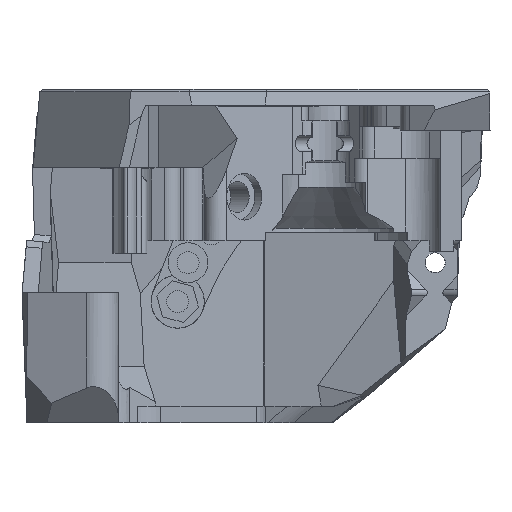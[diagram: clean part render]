
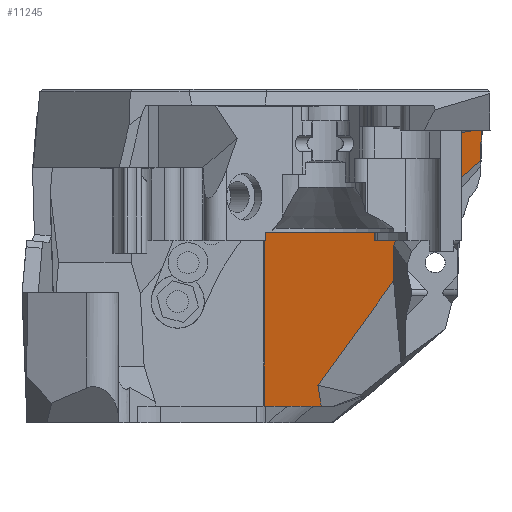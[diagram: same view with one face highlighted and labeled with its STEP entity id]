
A CAD part, left-side view. The second image highlights one B-rep face of the part: STEP entity #11245.
In plain terms, the highlighted face is planar.
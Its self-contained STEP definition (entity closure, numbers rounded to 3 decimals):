
#448=PLANE('',#11974);
#862=FACE_OUTER_BOUND('',#1491,.T.);
#1491=EDGE_LOOP('',(#8322,#8323,#8324,#8325,#8326,#8327,#8328,#8329,#8330,
#8331,#8332));
#2081=LINE('',#16331,#3244);
#2097=LINE('',#16370,#3260);
#2100=LINE('',#16376,#3263);
#2102=LINE('',#16382,#3265);
#2253=LINE('',#16697,#3416);
#2262=LINE('',#16714,#3425);
#2263=LINE('',#16717,#3426);
#2267=LINE('',#16724,#3430);
#2302=LINE('',#16799,#3465);
#2304=LINE('',#16802,#3467);
#2374=LINE('',#17461,#3537);
#3244=VECTOR('',#13052,10.481);
#3260=VECTOR('',#13080,10.314);
#3263=VECTOR('',#13085,10.);
#3265=VECTOR('',#13091,10.);
#3416=VECTOR('',#13348,10.);
#3425=VECTOR('',#13361,10.);
#3426=VECTOR('',#13364,10.058);
#3430=VECTOR('',#13370,10.);
#3465=VECTOR('',#13441,10.);
#3467=VECTOR('',#13445,10.);
#3537=VECTOR('',#13611,10.499);
#4789=VERTEX_POINT('',#16328);
#4790=VERTEX_POINT('',#16330);
#4807=VERTEX_POINT('',#16368);
#4809=VERTEX_POINT('',#16374);
#4811=VERTEX_POINT('',#16381);
#4921=VERTEX_POINT('',#16694);
#4922=VERTEX_POINT('',#16696);
#4928=VERTEX_POINT('',#16712);
#4929=VERTEX_POINT('',#16716);
#4931=VERTEX_POINT('',#16723);
#4953=VERTEX_POINT('',#16798);
#5929=EDGE_CURVE('',#4790,#4789,#2081,.T.);
#5949=EDGE_CURVE('',#4789,#4807,#2097,.T.);
#5952=EDGE_CURVE('',#4809,#4807,#2100,.T.);
#5955=EDGE_CURVE('',#4790,#4811,#2102,.T.);
#6112=EDGE_CURVE('',#4922,#4921,#2253,.T.);
#6121=EDGE_CURVE('',#4921,#4928,#2262,.T.);
#6122=EDGE_CURVE('',#4928,#4929,#2263,.T.);
#6126=EDGE_CURVE('',#4922,#4931,#2267,.T.);
#6164=EDGE_CURVE('',#4953,#4931,#2302,.T.);
#6166=EDGE_CURVE('',#4953,#4809,#2304,.T.);
#6261=EDGE_CURVE('',#4929,#4811,#2374,.T.);
#8322=ORIENTED_EDGE('',*,*,#5949,.T.);
#8323=ORIENTED_EDGE('',*,*,#5952,.F.);
#8324=ORIENTED_EDGE('',*,*,#6166,.F.);
#8325=ORIENTED_EDGE('',*,*,#6164,.T.);
#8326=ORIENTED_EDGE('',*,*,#6126,.F.);
#8327=ORIENTED_EDGE('',*,*,#6112,.T.);
#8328=ORIENTED_EDGE('',*,*,#6121,.T.);
#8329=ORIENTED_EDGE('',*,*,#6122,.T.);
#8330=ORIENTED_EDGE('',*,*,#6261,.T.);
#8331=ORIENTED_EDGE('',*,*,#5955,.F.);
#8332=ORIENTED_EDGE('',*,*,#5929,.T.);
#11245=ADVANCED_FACE('',(#862),#448,.F.);
#11974=AXIS2_PLACEMENT_3D('',#17460,#13609,#13610);
#13052=DIRECTION('',(0.086,-0.983,0.165));
#13080=DIRECTION('',(-0.122,-0.803,-0.583));
#13085=DIRECTION('',(-0.042,0.999,0.001));
#13091=DIRECTION('',(0.259,0.,0.966));
#13348=DIRECTION('',(0.259,0.002,0.966));
#13361=DIRECTION('',(0.25,0.154,0.956));
#13364=DIRECTION('',(0.228,0.353,0.907));
#13370=DIRECTION('',(-0.041,0.999,0.004));
#13441=DIRECTION('',(-0.17,-0.654,-0.737));
#13445=DIRECTION('',(0.061,0.925,0.374));
#13609=DIRECTION('center_axis',(0.965,0.041,-0.259));
#13610=DIRECTION('ref_axis',(-0.259,0.,-0.966));
#13611=DIRECTION('',(-0.041,0.999,0.004));
#16328=CARTESIAN_POINT('',(31.54,36.341,87.341));
#16330=CARTESIAN_POINT('',(31.266,39.48,86.814));
#16331=CARTESIAN_POINT('',(31.931,31.857,88.094));
#16368=CARTESIAN_POINT('',(29.148,20.648,75.95));
#16370=CARTESIAN_POINT('',(29.386,22.208,77.082));
#16374=CARTESIAN_POINT('',(29.37,15.372,75.946));
#16376=CARTESIAN_POINT('',(29.214,19.082,75.949));
#16381=CARTESIAN_POINT('',(33.575,39.48,95.426));
#16382=CARTESIAN_POINT('',(29.135,39.48,78.866));
#16694=CARTESIAN_POINT('',(26.908,-1.929,64.041));
#16696=CARTESIAN_POINT('',(26.577,-1.932,62.807));
#16697=CARTESIAN_POINT('',(30.895,-1.901,78.916));
#16712=CARTESIAN_POINT('',(27.311,-1.679,65.586));
#16714=CARTESIAN_POINT('',(31.417,0.86,81.297));
#16716=CARTESIAN_POINT('',(34.796,9.886,95.319));
#16717=CARTESIAN_POINT('',(32.142,5.786,84.777));
#16723=CARTESIAN_POINT('',(26.393,2.542,62.823));
#16724=CARTESIAN_POINT('',(25.732,18.572,62.881));
#16798=CARTESIAN_POINT('',(29.249,13.542,75.206));
#16799=CARTESIAN_POINT('',(29.178,13.271,74.901));
#16802=CARTESIAN_POINT('',(29.34,14.917,75.762));
#17460=CARTESIAN_POINT('Origin',(26.576,18.515,66.022));
#17461=CARTESIAN_POINT('',(34.446,18.364,95.35));
